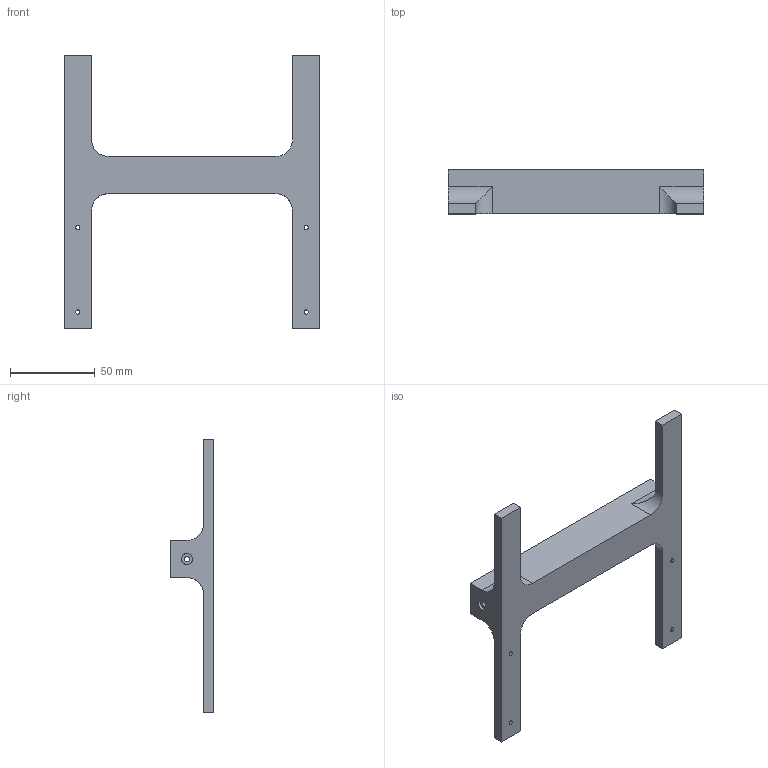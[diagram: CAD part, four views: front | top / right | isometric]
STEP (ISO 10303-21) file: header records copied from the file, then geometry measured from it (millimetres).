
FILE_DESCRIPTION (( 'STEP AP214' ), '1' );
FILE_NAME ('Stand.STEP', '2021-10-28T01:25:06', ( '' ), ( '' ), 'SwSTEP 2.0', 'SolidWorks 2021', '' );
FILE_SCHEMA (( 'AUTOMOTIVE_DESIGN' ));
Length unit declared in the file: millimetre
Products named in the file (1): Stand
Bounding box: 151 x 26 x 162 mm (x, y, z)
Volume: 87908.2 mm3; surface area: 34111.9 mm2
Topology: 1 solids, 1 shells, 64 faces, 164 edges, 108 vertices
Faces by surface type: cylinder 36, plane 28
Entity records: 2030 total; most frequent: DIRECTION 354, CARTESIAN_POINT 349, ORIENTED_EDGE 328, EDGE_CURVE 164, AXIS2_PLACEMENT_3D 129, VERTEX_POINT 108, LINE 96, VECTOR 96
